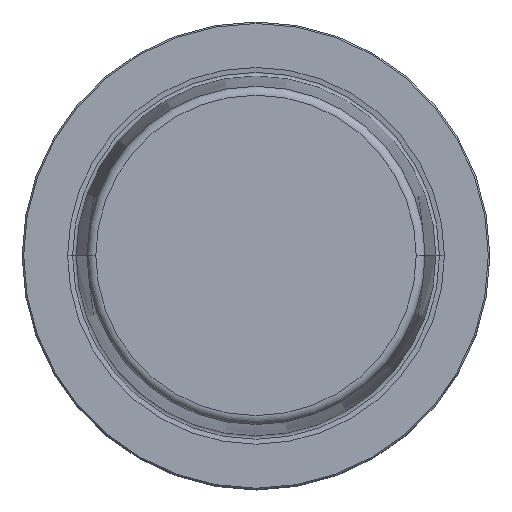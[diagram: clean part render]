
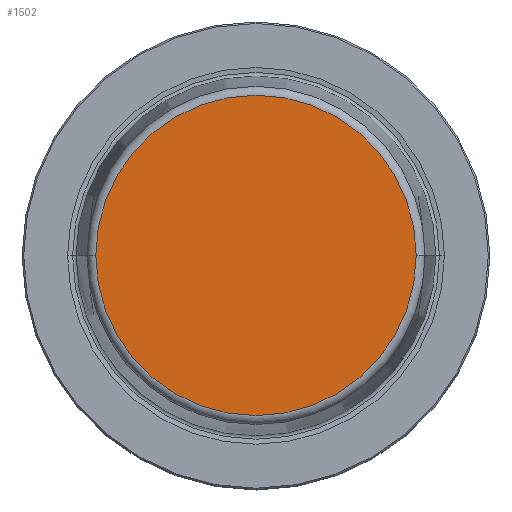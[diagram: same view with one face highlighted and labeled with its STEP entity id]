
A CAD part, top view. The second image highlights one B-rep face of the part: STEP entity #1502.
In plain terms, the highlighted planar face has unit normal (0, 0, 1).
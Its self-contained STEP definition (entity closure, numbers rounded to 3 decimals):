
#806=CARTESIAN_POINT('',(0.,0.,31.9));
#807=DIRECTION('',(0.,0.,1.));
#808=DIRECTION('',(1.,0.,0.));
#809=AXIS2_PLACEMENT_3D('',#806,#807,#808);
#814=CARTESIAN_POINT('',(0.,0.,31.9));
#815=DIRECTION('',(0.,0.,-1.));
#816=DIRECTION('',(1.,0.,0.));
#817=AXIS2_PLACEMENT_3D('',#814,#815,#816);
#1202=CARTESIAN_POINT('',(21.581,0.,31.9));
#1203=VERTEX_POINT('',#1202);
#1218=CARTESIAN_POINT('',(-21.581,0.,31.9));
#1219=VERTEX_POINT('',#1218);
#1493=CARTESIAN_POINT('',(0.,0.,31.9));
#1494=DIRECTION('',(0.,0.,-1.));
#1495=DIRECTION('',(-1.,0.,0.));
#1496=AXIS2_PLACEMENT_3D('',#1493,#1494,#1495);
#1497=PLANE('',#1496);
#1498=ORIENTED_EDGE('',*,*,#1486,.F.);
#1499=ORIENTED_EDGE('',*,*,#1475,.T.);
#1500=EDGE_LOOP('',(#1498,#1499));
#1501=FACE_OUTER_BOUND('',#1500,.F.);
#1502=ADVANCED_FACE('',(#1501),#1497,.F.);
#810=CIRCLE('',#809,21.581);
#818=CIRCLE('',#817,21.581);
#1475=EDGE_CURVE('',#1203,#1219,#818,.T.);
#1486=EDGE_CURVE('',#1203,#1219,#810,.T.);
